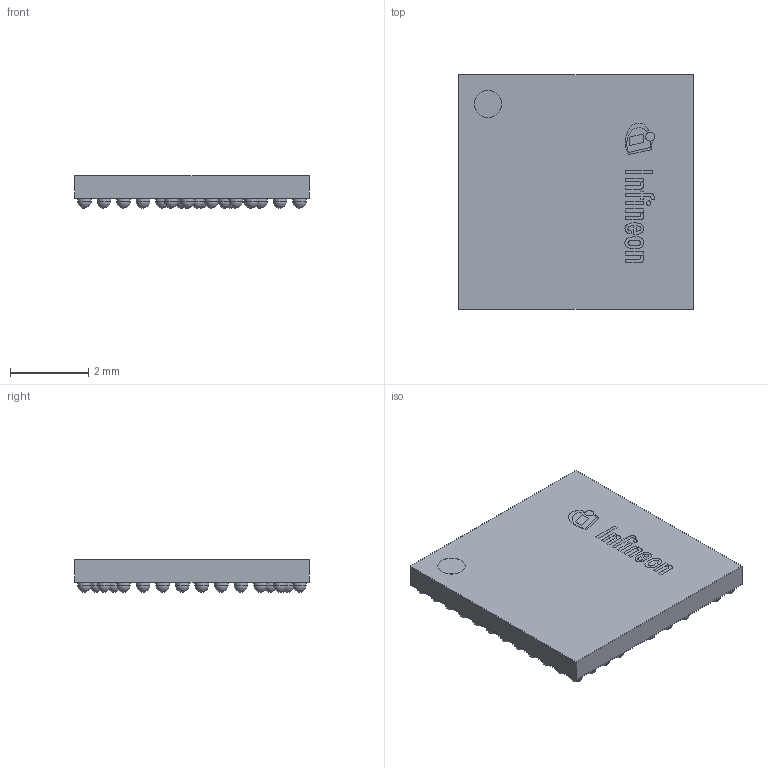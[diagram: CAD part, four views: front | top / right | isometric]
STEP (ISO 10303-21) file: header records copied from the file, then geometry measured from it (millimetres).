
FILE_DESCRIPTION(/* description */ (''),/* implementation_level */ '2;1');
FILE_NAME(/* name */ 'PG-VFWLB-76-1_Z8B00201348_V02_3D.stp',/* time_stamp */ '2021-06-23T19:46:59+05:00',/* author */ ('janartha'),/* organization */ (''),/* preprocessor_version */ 'ST-DEVELOPER v16.13',/* originating_system */ 'AutoCAD Mechanical',/* authorisation */ '');
FILE_SCHEMA (('AUTOMOTIVE_DESIGN { 1 0 10303 214 3 1 1 }'));
Length unit declared in the file: millimetre
Products named in the file (1): Product
Bounding box: 6 x 6 x 0.83 mm (x, y, z)
Volume: 22.3 mm3; surface area: 188.6 mm2
Topology: 92 solids, 92 shells, 370 faces, 707 edges, 446 vertices
Faces by surface type: plane 194, cylinder 82, sphere 76, bspline 18
Full cylindrical faces by diameter (mm): 0.113 x1, 0.232 x1, 0.35 x76, 0.7 x2
Entity records: 7886 total; most frequent: CARTESIAN_POINT 1586, DIRECTION 1309, ORIENTED_EDGE 950, AXIS2_PLACEMENT_3D 517, EDGE_CURVE 475, EDGE_LOOP 455, FACE_OUTER_BOUND 370, VERTEX_POINT 370
